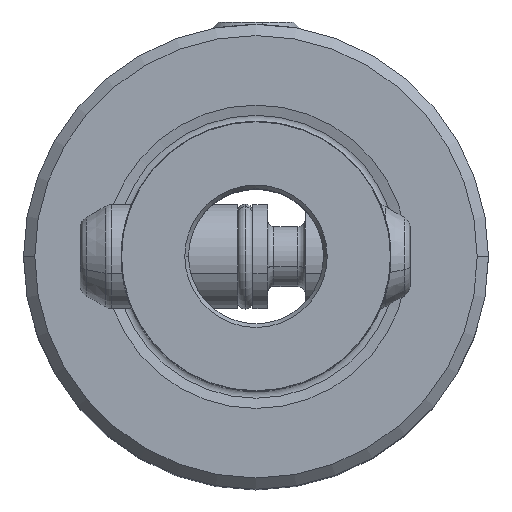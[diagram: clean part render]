
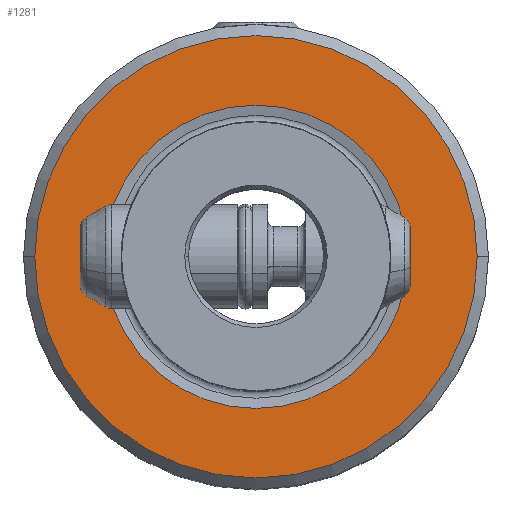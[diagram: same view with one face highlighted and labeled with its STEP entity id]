
A CAD part, top view. The second image highlights one B-rep face of the part: STEP entity #1281.
In plain terms, the highlighted planar face has unit normal (0, 0, 1).
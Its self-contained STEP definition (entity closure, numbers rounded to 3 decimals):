
#757=VERTEX_POINT('NONE',#2080);
#927=VERTEX_POINT('NONE',#2261);
#967=EDGE_CURVE('NONE',#757,#927,#2306,.T.);
#1099=EDGE_CURVE('NONE',#1201,#1313,#2457,.T.);
#1137=EDGE_CURVE('NONE',#1313,#1201,#2497,.T.);
#1201=VERTEX_POINT('NONE',#2568);
#1281=ADVANCED_FACE('NONE',(#2661,#2662),#2663,.F.);
#1313=VERTEX_POINT('NONE',#2697);
#1625=EDGE_CURVE('NONE',#927,#757,#3047,.T.);
#2080=CARTESIAN_POINT('',(14.75,0.,0.));
#2261=CARTESIAN_POINT('',(-14.75,0.0,0.));
#2306=CIRCLE('',#4024,14.75);
#2457=CIRCLE('',#4248,10.112);
#2497=CIRCLE('',#4316,10.112);
#2568=CARTESIAN_POINT('',(10.112,0.0,0.0));
#2661=FACE_OUTER_BOUND('',#4662,.T.);
#2662=FACE_BOUND('',#4663,.T.);
#2663=PLANE('',#4664);
#2697=CARTESIAN_POINT('',(-10.112,0.,0.0));
#3047=CIRCLE('',#5368,14.75);
#4024=AXIS2_PLACEMENT_3D('',#6279,#6280,#6281);
#4248=AXIS2_PLACEMENT_3D('',#6495,#6496,#6497);
#4316=AXIS2_PLACEMENT_3D('',#6534,#6535,#6536);
#4662=EDGE_LOOP('',(#6743,#6744));
#4663=EDGE_LOOP('',(#6745,#6746));
#4664=AXIS2_PLACEMENT_3D('',#6747,#6748,#6749);
#5368=AXIS2_PLACEMENT_3D('',#7231,#7232,#7233);
#6279=CARTESIAN_POINT('',(0.0,0.0,0.));
#6280=DIRECTION('',(0.0,0.0,1.0));
#6281=DIRECTION('',(-1.0,0.0,0.0));
#6495=CARTESIAN_POINT('',(0.0,0.0,0.0));
#6496=DIRECTION('',(0.0,0.0,1.0));
#6497=DIRECTION('',(1.0,0.0,0.0));
#6534=CARTESIAN_POINT('',(0.0,0.0,0.0));
#6535=DIRECTION('',(0.0,0.0,1.0));
#6536=DIRECTION('',(1.0,0.0,0.0));
#6743=ORIENTED_EDGE('',*,*,#1625,.T.);
#6744=ORIENTED_EDGE('',*,*,#967,.T.);
#6745=ORIENTED_EDGE('',*,*,#1099,.F.);
#6746=ORIENTED_EDGE('',*,*,#1137,.F.);
#6747=CARTESIAN_POINT('',(0.0,0.0,0.));
#6748=DIRECTION('',(0.0,0.0,-1.0));
#6749=DIRECTION('',(0.0,1.0,0.0));
#7231=CARTESIAN_POINT('',(0.0,0.0,0.));
#7232=DIRECTION('',(0.0,0.0,1.0));
#7233=DIRECTION('',(-1.0,0.0,0.0));
